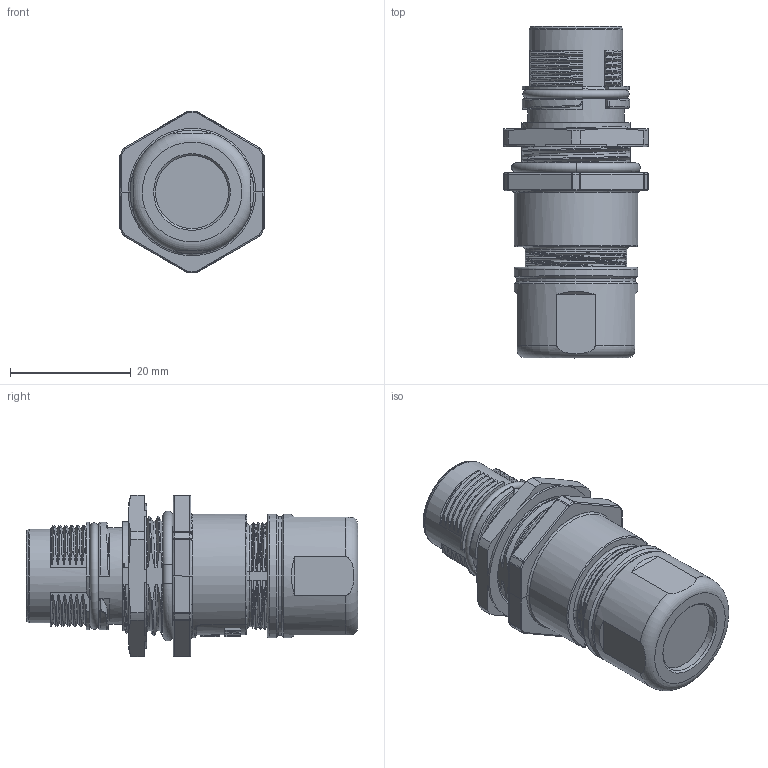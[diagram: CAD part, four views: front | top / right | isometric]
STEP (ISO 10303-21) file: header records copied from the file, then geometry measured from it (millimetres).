
FILE_DESCRIPTION(/* description */ (''),/* implementation_level */ '2;1');
FILE_NAME(/* name */ 'M17-MC010_R-CCY-D9.5-SH.stp',/* time_stamp */ '2023-12-15T13:42:49+08:00',/* author */ (''),/* organization */ (''),/* preprocessor_version */ 'ST-DEVELOPER v18.1',/* originating_system */ 'SIEMENS PLM Software NX 1980',/* authorisation */ '');
FILE_SCHEMA (('AUTOMOTIVE_DESIGN { 1 0 10303 214 3 1 1 1 }'));
Length unit declared in the file: millimetre
Products named in the file (1): 2222222222
Bounding box: 23.9 x 54.95 x 26.8 mm (x, y, z)
Volume: 14833.4 mm3; surface area: 7461.4 mm2
Topology: 1 solids, 3 shells, 829 faces, 2248 edges, 1448 vertices
Faces by surface type: cylinder 326, plane 270, cone 97, torus 71, bspline 41, sphere 16, extrusion 8
Full cylindrical faces by diameter (mm): 1.08 x10, 2.5 x2, 12.1 x1, 13.7 x1, 15.5 x1, 16 x1, 18.6 x1, 19.7 x1, 20.5 x3
Entity records: 35244 total; most frequent: CARTESIAN_POINT 16779, ORIENTED_EDGE 4362, DIRECTION 2987, EDGE_CURVE 2181, VERTEX_POINT 1423, AXIS2_PLACEMENT_3D 1176, B_SPLINE_CURVE_WITH_KNOTS 1164, EDGE_LOOP 916
